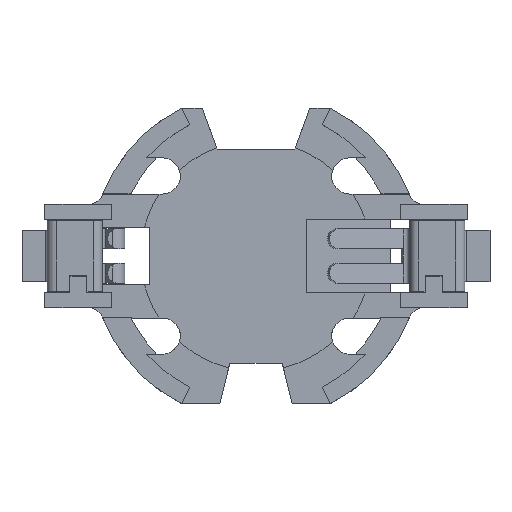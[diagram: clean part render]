
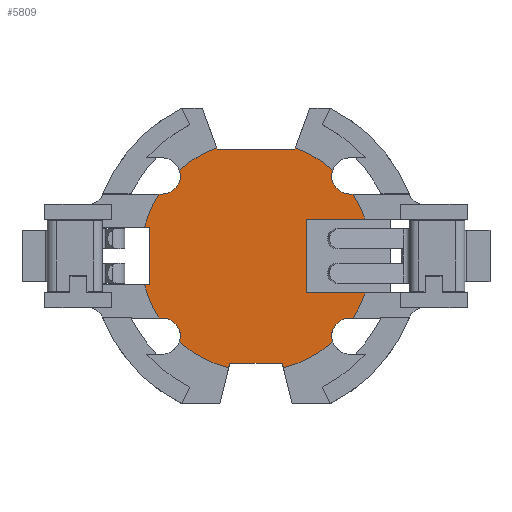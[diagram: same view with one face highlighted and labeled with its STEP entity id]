
A CAD part, top view. The second image highlights one B-rep face of the part: STEP entity #5809.
In plain terms, the highlighted planar face has unit normal (0, 0, 1).
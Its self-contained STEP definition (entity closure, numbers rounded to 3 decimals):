
#3576 = VERTEX_POINT('',#3577);
#3577 = CARTESIAN_POINT('',(-5.191,-5.822,1.3));
#3583 = EDGE_CURVE('',#3584,#3576,#3586,.T.);
#3584 = VERTEX_POINT('',#3585);
#3585 = CARTESIAN_POINT('',(-1.854,-7.576,1.3));
#3586 = CIRCLE('',#3587,7.8);
#3587 = AXIS2_PLACEMENT_3D('',#3588,#3589,#3590);
#3588 = CARTESIAN_POINT('',(0.,0.,1.3));
#3589 = DIRECTION('',(0.,0.,-1.));
#3590 = DIRECTION('',(0.,1.,0.));
#3706 = VERTEX_POINT('',#3707);
#3707 = CARTESIAN_POINT('',(5.191,5.822,1.3));
#3713 = EDGE_CURVE('',#3706,#3714,#3716,.T.);
#3714 = VERTEX_POINT('',#3715);
#3715 = CARTESIAN_POINT('',(2.668,7.33,1.3));
#3716 = CIRCLE('',#3717,7.8);
#3717 = AXIS2_PLACEMENT_3D('',#3718,#3719,#3720);
#3718 = CARTESIAN_POINT('',(0.,0.,1.3));
#3719 = DIRECTION('',(-0.,0.,1.));
#3720 = DIRECTION('',(0.,-1.,0.));
#3788 = VERTEX_POINT('',#3789);
#3789 = CARTESIAN_POINT('',(3.408,-2.5,1.3));
#3795 = EDGE_CURVE('',#3796,#3788,#3798,.T.);
#3796 = VERTEX_POINT('',#3797);
#3797 = CARTESIAN_POINT('',(7.389,-2.5,1.3));
#3798 = LINE('',#3799,#3800);
#3799 = CARTESIAN_POINT('',(0.,-2.5,1.3));
#3800 = VECTOR('',#3801,1.);
#3801 = DIRECTION('',(-1.,0.,0.));
#4030 = EDGE_CURVE('',#4031,#4033,#4035,.T.);
#4031 = VERTEX_POINT('',#4032);
#4032 = CARTESIAN_POINT('',(-7.208,-1.95,1.3));
#4033 = VERTEX_POINT('',#4034);
#4034 = CARTESIAN_POINT('',(-7.208,1.95,1.3));
#4035 = LINE('',#4036,#4037);
#4036 = CARTESIAN_POINT('',(-7.208,0.,1.3));
#4037 = VECTOR('',#4038,1.);
#4038 = DIRECTION('',(0.,1.,0.));
#4453 = VERTEX_POINT('',#4454);
#4454 = CARTESIAN_POINT('',(-6.35,-4.2,1.3));
#4460 = EDGE_CURVE('',#4453,#4461,#4463,.T.);
#4461 = VERTEX_POINT('',#4462);
#4462 = CARTESIAN_POINT('',(-6.573,-4.2,1.3));
#4463 = LINE('',#4464,#4465);
#4464 = CARTESIAN_POINT('',(-9.02,-4.2,1.3));
#4465 = VECTOR('',#4466,1.);
#4466 = DIRECTION('',(-1.,0.,0.));
#4500 = EDGE_CURVE('',#3576,#4453,#4501,.T.);
#4501 = CIRCLE('',#4502,1.225);
#4502 = AXIS2_PLACEMENT_3D('',#4503,#4504,#4505);
#4503 = CARTESIAN_POINT('',(-6.35,-5.425,1.3));
#4504 = DIRECTION('',(0.,0.,1.));
#4505 = DIRECTION('',(0.,1.,0.));
#5461 = EDGE_CURVE('',#5462,#5464,#5466,.T.);
#5462 = VERTEX_POINT('',#5463);
#5463 = CARTESIAN_POINT('',(6.573,-4.2,1.3));
#5464 = VERTEX_POINT('',#5465);
#5465 = CARTESIAN_POINT('',(6.35,-4.2,1.3));
#5466 = LINE('',#5467,#5468);
#5467 = CARTESIAN_POINT('',(9.02,-4.2,1.3));
#5468 = VECTOR('',#5469,1.);
#5469 = DIRECTION('',(-1.,0.,0.));
#5500 = VERTEX_POINT('',#5501);
#5501 = CARTESIAN_POINT('',(5.191,-5.822,1.3));
#5507 = EDGE_CURVE('',#5464,#5500,#5508,.T.);
#5508 = CIRCLE('',#5509,1.225);
#5509 = AXIS2_PLACEMENT_3D('',#5510,#5511,#5512);
#5510 = CARTESIAN_POINT('',(6.35,-5.425,1.3));
#5511 = DIRECTION('',(0.,0.,1.));
#5512 = DIRECTION('',(0.,1.,0.));
#5726 = EDGE_CURVE('',#5727,#4031,#5729,.T.);
#5727 = VERTEX_POINT('',#5728);
#5728 = CARTESIAN_POINT('',(-7.552,-1.95,1.3));
#5729 = LINE('',#5730,#5731);
#5730 = CARTESIAN_POINT('',(-10.908,-1.95,1.3));
#5731 = VECTOR('',#5732,1.);
#5732 = DIRECTION('',(1.,0.,0.));
#5755 = EDGE_CURVE('',#3796,#5462,#5756,.T.);
#5756 = CIRCLE('',#5757,7.8);
#5757 = AXIS2_PLACEMENT_3D('',#5758,#5759,#5760);
#5758 = CARTESIAN_POINT('',(0.,0.,1.3));
#5759 = DIRECTION('',(0.,0.,-1.));
#5760 = DIRECTION('',(0.,1.,0.));
#5771 = EDGE_CURVE('',#4461,#5727,#5772,.T.);
#5772 = CIRCLE('',#5773,7.8);
#5773 = AXIS2_PLACEMENT_3D('',#5774,#5775,#5776);
#5774 = CARTESIAN_POINT('',(0.,0.,1.3));
#5775 = DIRECTION('',(0.,0.,-1.));
#5776 = DIRECTION('',(0.,1.,0.));
#5791 = VERTEX_POINT('',#5792);
#5792 = CARTESIAN_POINT('',(1.854,-7.576,1.3));
#5798 = EDGE_CURVE('',#5500,#5791,#5799,.T.);
#5799 = CIRCLE('',#5800,7.8);
#5800 = AXIS2_PLACEMENT_3D('',#5801,#5802,#5803);
#5801 = CARTESIAN_POINT('',(0.,0.,1.3));
#5802 = DIRECTION('',(0.,0.,-1.));
#5803 = DIRECTION('',(0.,1.,0.));
#5809 = ADVANCED_FACE('',(#5810),#5951,.T.);
#5810 = FACE_BOUND('',#5811,.T.);
#5811 = EDGE_LOOP('',(#5812,#5820,#5828,#5836,#5845,#5854,#5862,#5871,
    #5877,#5878,#5879,#5880,#5881,#5882,#5883,#5891,#5899,#5905,#5906,
    #5907,#5908,#5909,#5910,#5918,#5926,#5935,#5943,#5950));
#5812 = ORIENTED_EDGE('',*,*,#5813,.F.);
#5813 = EDGE_CURVE('',#5814,#3714,#5816,.T.);
#5814 = VERTEX_POINT('',#5815);
#5815 = CARTESIAN_POINT('',(2.639,7.25,1.3));
#5816 = LINE('',#5817,#5818);
#5817 = CARTESIAN_POINT('',(0.,0.,1.3)
  );
#5818 = VECTOR('',#5819,1.);
#5819 = DIRECTION('',(0.342,0.94,0.)
  );
#5820 = ORIENTED_EDGE('',*,*,#5821,.F.);
#5821 = EDGE_CURVE('',#5822,#5814,#5824,.T.);
#5822 = VERTEX_POINT('',#5823);
#5823 = CARTESIAN_POINT('',(-2.639,7.25,1.3));
#5824 = LINE('',#5825,#5826);
#5825 = CARTESIAN_POINT('',(0.,7.25,1.3));
#5826 = VECTOR('',#5827,1.);
#5827 = DIRECTION('',(1.,0.,0.));
#5828 = ORIENTED_EDGE('',*,*,#5829,.F.);
#5829 = EDGE_CURVE('',#5830,#5822,#5832,.T.);
#5830 = VERTEX_POINT('',#5831);
#5831 = CARTESIAN_POINT('',(-2.668,7.33,1.3));
#5832 = LINE('',#5833,#5834);
#5833 = CARTESIAN_POINT('',(0.,0.,1.3));
#5834 = VECTOR('',#5835,1.);
#5835 = DIRECTION('',(0.342,-0.94,0.)
  );
#5836 = ORIENTED_EDGE('',*,*,#5837,.T.);
#5837 = EDGE_CURVE('',#5830,#5838,#5840,.T.);
#5838 = VERTEX_POINT('',#5839);
#5839 = CARTESIAN_POINT('',(-5.191,5.822,1.3));
#5840 = CIRCLE('',#5841,7.8);
#5841 = AXIS2_PLACEMENT_3D('',#5842,#5843,#5844);
#5842 = CARTESIAN_POINT('',(0.,0.,1.3));
#5843 = DIRECTION('',(-0.,0.,1.));
#5844 = DIRECTION('',(0.,-1.,0.));
#5845 = ORIENTED_EDGE('',*,*,#5846,.T.);
#5846 = EDGE_CURVE('',#5838,#5847,#5849,.T.);
#5847 = VERTEX_POINT('',#5848);
#5848 = CARTESIAN_POINT('',(-6.35,4.2,1.3));
#5849 = CIRCLE('',#5850,1.225);
#5850 = AXIS2_PLACEMENT_3D('',#5851,#5852,#5853);
#5851 = CARTESIAN_POINT('',(-6.35,5.425,1.3));
#5852 = DIRECTION('',(0.,0.,-1.));
#5853 = DIRECTION('',(0.,-1.,0.));
#5854 = ORIENTED_EDGE('',*,*,#5855,.T.);
#5855 = EDGE_CURVE('',#5847,#5856,#5858,.T.);
#5856 = VERTEX_POINT('',#5857);
#5857 = CARTESIAN_POINT('',(-6.573,4.2,1.3));
#5858 = LINE('',#5859,#5860);
#5859 = CARTESIAN_POINT('',(-9.02,4.2,1.3));
#5860 = VECTOR('',#5861,1.);
#5861 = DIRECTION('',(-1.,0.,0.));
#5862 = ORIENTED_EDGE('',*,*,#5863,.T.);
#5863 = EDGE_CURVE('',#5856,#5864,#5866,.T.);
#5864 = VERTEX_POINT('',#5865);
#5865 = CARTESIAN_POINT('',(-7.552,1.95,1.3));
#5866 = CIRCLE('',#5867,7.8);
#5867 = AXIS2_PLACEMENT_3D('',#5868,#5869,#5870);
#5868 = CARTESIAN_POINT('',(0.,0.,1.3));
#5869 = DIRECTION('',(-0.,0.,1.));
#5870 = DIRECTION('',(0.,-1.,0.));
#5871 = ORIENTED_EDGE('',*,*,#5872,.T.);
#5872 = EDGE_CURVE('',#5864,#4033,#5873,.T.);
#5873 = LINE('',#5874,#5875);
#5874 = CARTESIAN_POINT('',(-10.908,1.95,1.3));
#5875 = VECTOR('',#5876,1.);
#5876 = DIRECTION('',(1.,0.,0.));
#5877 = ORIENTED_EDGE('',*,*,#4030,.F.);
#5878 = ORIENTED_EDGE('',*,*,#5726,.F.);
#5879 = ORIENTED_EDGE('',*,*,#5771,.F.);
#5880 = ORIENTED_EDGE('',*,*,#4460,.F.);
#5881 = ORIENTED_EDGE('',*,*,#4500,.F.);
#5882 = ORIENTED_EDGE('',*,*,#3583,.F.);
#5883 = ORIENTED_EDGE('',*,*,#5884,.F.);
#5884 = EDGE_CURVE('',#5885,#3584,#5887,.T.);
#5885 = VERTEX_POINT('',#5886);
#5886 = CARTESIAN_POINT('',(-1.774,-7.25,1.3));
#5887 = LINE('',#5888,#5889);
#5888 = CARTESIAN_POINT('',(0.,0.,1.3)
  );
#5889 = VECTOR('',#5890,1.);
#5890 = DIRECTION('',(-0.238,-0.971,0.
    ));
#5891 = ORIENTED_EDGE('',*,*,#5892,.F.);
#5892 = EDGE_CURVE('',#5893,#5885,#5895,.T.);
#5893 = VERTEX_POINT('',#5894);
#5894 = CARTESIAN_POINT('',(1.774,-7.25,1.3));
#5895 = LINE('',#5896,#5897);
#5896 = CARTESIAN_POINT('',(0.,-7.25,1.3));
#5897 = VECTOR('',#5898,1.);
#5898 = DIRECTION('',(-1.,0.,0.));
#5899 = ORIENTED_EDGE('',*,*,#5900,.F.);
#5900 = EDGE_CURVE('',#5791,#5893,#5901,.T.);
#5901 = LINE('',#5902,#5903);
#5902 = CARTESIAN_POINT('',(0.,0.,1.3));
#5903 = VECTOR('',#5904,1.);
#5904 = DIRECTION('',(-0.238,0.971,0.
    ));
#5905 = ORIENTED_EDGE('',*,*,#5798,.F.);
#5906 = ORIENTED_EDGE('',*,*,#5507,.F.);
#5907 = ORIENTED_EDGE('',*,*,#5461,.F.);
#5908 = ORIENTED_EDGE('',*,*,#5755,.F.);
#5909 = ORIENTED_EDGE('',*,*,#3795,.T.);
#5910 = ORIENTED_EDGE('',*,*,#5911,.T.);
#5911 = EDGE_CURVE('',#3788,#5912,#5914,.T.);
#5912 = VERTEX_POINT('',#5913);
#5913 = CARTESIAN_POINT('',(3.408,2.5,1.3));
#5914 = LINE('',#5915,#5916);
#5915 = CARTESIAN_POINT('',(3.408,0.,1.3));
#5916 = VECTOR('',#5917,1.);
#5917 = DIRECTION('',(0.,1.,0.));
#5918 = ORIENTED_EDGE('',*,*,#5919,.F.);
#5919 = EDGE_CURVE('',#5920,#5912,#5922,.T.);
#5920 = VERTEX_POINT('',#5921);
#5921 = CARTESIAN_POINT('',(7.389,2.5,1.3));
#5922 = LINE('',#5923,#5924);
#5923 = CARTESIAN_POINT('',(0.,2.5,1.3));
#5924 = VECTOR('',#5925,1.);
#5925 = DIRECTION('',(-1.,0.,0.));
#5926 = ORIENTED_EDGE('',*,*,#5927,.T.);
#5927 = EDGE_CURVE('',#5920,#5928,#5930,.T.);
#5928 = VERTEX_POINT('',#5929);
#5929 = CARTESIAN_POINT('',(6.573,4.2,1.3));
#5930 = CIRCLE('',#5931,7.8);
#5931 = AXIS2_PLACEMENT_3D('',#5932,#5933,#5934);
#5932 = CARTESIAN_POINT('',(0.,0.,1.3));
#5933 = DIRECTION('',(-0.,0.,1.));
#5934 = DIRECTION('',(0.,-1.,0.));
#5935 = ORIENTED_EDGE('',*,*,#5936,.T.);
#5936 = EDGE_CURVE('',#5928,#5937,#5939,.T.);
#5937 = VERTEX_POINT('',#5938);
#5938 = CARTESIAN_POINT('',(6.35,4.2,1.3));
#5939 = LINE('',#5940,#5941);
#5940 = CARTESIAN_POINT('',(9.02,4.2,1.3));
#5941 = VECTOR('',#5942,1.);
#5942 = DIRECTION('',(-1.,0.,0.));
#5943 = ORIENTED_EDGE('',*,*,#5944,.T.);
#5944 = EDGE_CURVE('',#5937,#3706,#5945,.T.);
#5945 = CIRCLE('',#5946,1.225);
#5946 = AXIS2_PLACEMENT_3D('',#5947,#5948,#5949);
#5947 = CARTESIAN_POINT('',(6.35,5.425,1.3));
#5948 = DIRECTION('',(-0.,0.,-1.));
#5949 = DIRECTION('',(0.,-1.,0.));
#5950 = ORIENTED_EDGE('',*,*,#3713,.T.);
#5951 = PLANE('',#5952);
#5952 = AXIS2_PLACEMENT_3D('',#5953,#5954,#5955);
#5953 = CARTESIAN_POINT('',(0.,0.,1.3));
#5954 = DIRECTION('',(0.,0.,1.));
#5955 = DIRECTION('',(0.,1.,0.));
